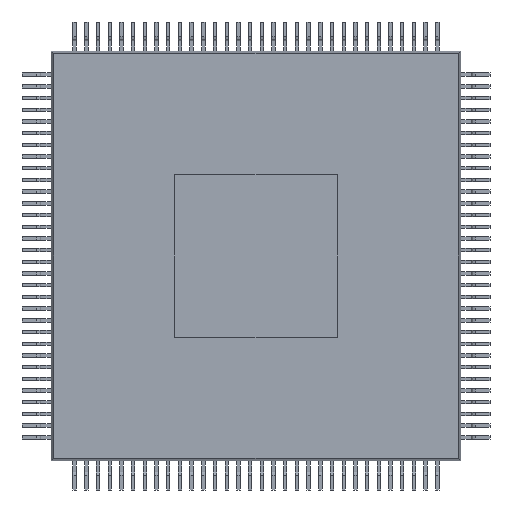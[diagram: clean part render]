
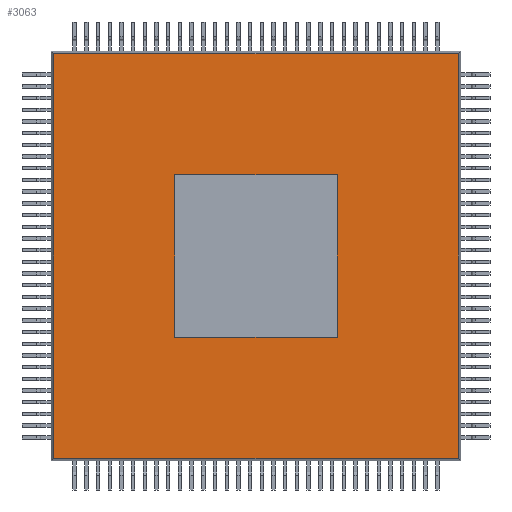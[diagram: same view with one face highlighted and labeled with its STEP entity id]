
A CAD part, front view. The second image highlights one B-rep face of the part: STEP entity #3063.
In plain terms, the highlighted planar face has unit normal (0, -1, 0).
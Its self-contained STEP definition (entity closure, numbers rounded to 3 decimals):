
#2920 = VERTEX_POINT('',#2921);
#2921 = CARTESIAN_POINT('',(6.909,0.16,6.909));
#2929 = VERTEX_POINT('',#2930);
#2930 = CARTESIAN_POINT('',(6.909,0.16,-6.909));
#2936 = EDGE_CURVE('',#2920,#2929,#2937,.T.);
#2937 = LINE('',#2938,#2939);
#2938 = CARTESIAN_POINT('',(6.909,0.16,20.05));
#2939 = VECTOR('',#2940,1.);
#2940 = DIRECTION('',(0.,0.,-1.));
#3044 = EDGE_CURVE('',#2920,#3045,#3047,.T.);
#3045 = VERTEX_POINT('',#3046);
#3046 = CARTESIAN_POINT('',(-6.909,0.16,6.909));
#3047 = LINE('',#3048,#3049);
#3048 = CARTESIAN_POINT('',(20.05,0.16,6.909));
#3049 = VECTOR('',#3050,1.);
#3050 = DIRECTION('',(-1.,0.,0.));
#3063 = ADVANCED_FACE('',(#3064),#3082,.F.);
#3064 = FACE_BOUND('',#3065,.F.);
#3065 = EDGE_LOOP('',(#3066,#3067,#3068,#3076));
#3066 = ORIENTED_EDGE('',*,*,#3044,.F.);
#3067 = ORIENTED_EDGE('',*,*,#2936,.T.);
#3068 = ORIENTED_EDGE('',*,*,#3069,.T.);
#3069 = EDGE_CURVE('',#2929,#3070,#3072,.T.);
#3070 = VERTEX_POINT('',#3071);
#3071 = CARTESIAN_POINT('',(-6.909,0.16,-6.909));
#3072 = LINE('',#3073,#3074);
#3073 = CARTESIAN_POINT('',(20.05,0.16,-6.909));
#3074 = VECTOR('',#3075,1.);
#3075 = DIRECTION('',(-1.,0.,0.));
#3076 = ORIENTED_EDGE('',*,*,#3077,.F.);
#3077 = EDGE_CURVE('',#3045,#3070,#3078,.T.);
#3078 = LINE('',#3079,#3080);
#3079 = CARTESIAN_POINT('',(-6.909,0.16,20.05));
#3080 = VECTOR('',#3081,1.);
#3081 = DIRECTION('',(0.,0.,-1.));
#3082 = PLANE('',#3083);
#3083 = AXIS2_PLACEMENT_3D('',#3084,#3085,#3086);
#3084 = CARTESIAN_POINT('',(0.,0.16,0.));
#3085 = DIRECTION('',(0.,1.,0.));
#3086 = DIRECTION('',(0.,0.,1.));
